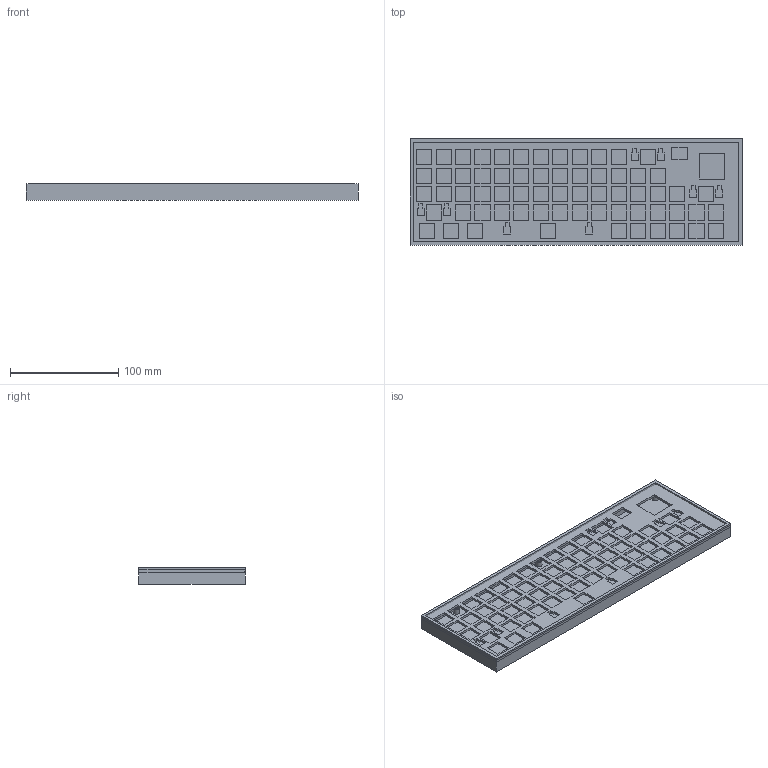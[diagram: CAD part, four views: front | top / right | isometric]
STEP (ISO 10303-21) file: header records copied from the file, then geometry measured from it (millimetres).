
FILE_DESCRIPTION(('HOOPS Exchange Step'),'2;1');
FILE_NAME('temp_export','2025-08-16T05:33:14-07:00',('dylan'),('Shapr3D Limited'),'HOOPS Exchange 2024.8','Shapr3D','Authorized');
FILE_SCHEMA( ('AP242_MANAGED_MODEL_BASED_3D_ENGINEERING_MIM_LF {1 0 10303 442 1 1 4}') );
Length unit declared in the file: millimetre
Products named in the file (2): Linear Pattern 02; root
Assembly tree (1 placements, depth 2):
  root
    Linear Pattern 02
Bounding box: 307.2 x 98.4 x 14.9 mm (x, y, z)
Volume: 113405.3 mm3; surface area: 127168.8 mm2
Topology: 8 solids, 8 shells, 377 faces, 1104 edges, 744 vertices
Faces by surface type: plane 365, cylinder 12
Full cylindrical faces by diameter (mm): 3.2 x6, 5.8 x6
Entity records: 12716 total; most frequent: CARTESIAN_POINT 2229, ORIENTED_EDGE 2208, DIRECTION 1914, EDGE_CURVE 1104, VECTOR 1056, LINE 1056, VERTEX_POINT 744, EDGE_LOOP 542
